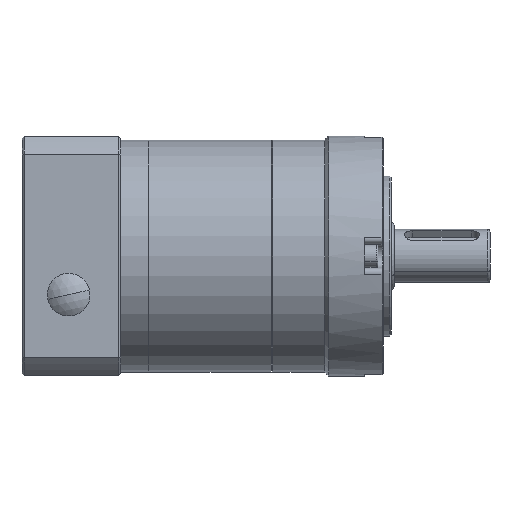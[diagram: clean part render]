
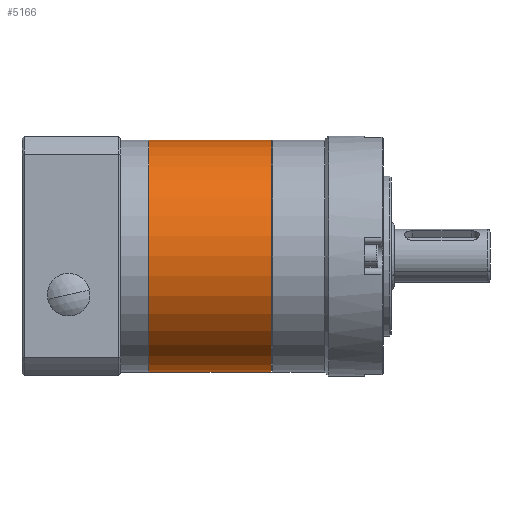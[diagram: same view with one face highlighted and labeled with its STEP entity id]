
A CAD part, front view. The second image highlights one B-rep face of the part: STEP entity #5166.
In plain terms, the highlighted cylindrical face has radius 43.5 mm (diameter 87 mm), a partial arc.
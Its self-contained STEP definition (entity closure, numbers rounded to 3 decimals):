
#452 = CARTESIAN_POINT ( 'NONE',  ( 43.5, 0., 24.75 ) ) ;
#937 = CARTESIAN_POINT ( 'NONE',  ( 0., 0., 24.75 ) ) ;
#1214 = DIRECTION ( 'NONE',  ( 0., 0., -1. ) ) ;
#2188 = DIRECTION ( 'NONE',  ( -1., 0., 0. ) ) ;
#2220 = DIRECTION ( 'NONE',  ( 1., 0., 0. ) ) ;
#2246 = CYLINDRICAL_SURFACE ( 'NONE', #13268, 43.5 ) ;
#3024 = AXIS2_PLACEMENT_3D ( 'NONE', #8779, #1214, #10078 ) ;
#3440 = CARTESIAN_POINT ( 'NONE',  ( 0., 0., 24.75 ) ) ;
#4136 = CARTESIAN_POINT ( 'NONE',  ( 43.5, 0., 24.75 ) ) ;
#4262 = CARTESIAN_POINT ( 'NONE',  ( -43.5, 0., 24.75 ) ) ;
#5166 = ADVANCED_FACE ( 'NONE', ( #15743 ), #2246, .T. ) ;
#5608 = CARTESIAN_POINT ( 'NONE',  ( 43.5, 0., -21.25 ) ) ;
#5983 = EDGE_CURVE ( 'NONE', #14225, #15422, #8352, .T. ) ;
#7029 = ORIENTED_EDGE ( 'NONE', *, *, #5983, .F. ) ;
#8311 = EDGE_LOOP ( 'NONE', ( #7029, #16460, #14926, #9834 ) ) ;
#8352 = LINE ( 'NONE', #4136, #11344 ) ;
#8778 = CARTESIAN_POINT ( 'NONE',  ( -43.5, 0., -21.25 ) ) ;
#8779 = CARTESIAN_POINT ( 'NONE',  ( 0., 0., -21.25 ) ) ;
#8926 = VERTEX_POINT ( 'NONE', #8778 ) ;
#9362 = DIRECTION ( 'NONE',  ( 0., 0., -1. ) ) ;
#9736 = CIRCLE ( 'NONE', #3024, 43.5 ) ;
#9793 = DIRECTION ( 'NONE',  ( 0., 0., 1. ) ) ;
#9834 = ORIENTED_EDGE ( 'NONE', *, *, #13382, .F. ) ;
#10078 = DIRECTION ( 'NONE',  ( -1., 0., 0. ) ) ;
#10731 = CARTESIAN_POINT ( 'NONE',  ( -43.5, 0., 24.75 ) ) ;
#11344 = VECTOR ( 'NONE', #13021, 1000. ) ;
#11354 = VECTOR ( 'NONE', #9362, 1000. ) ;
#11762 = EDGE_CURVE ( 'NONE', #15425, #14225, #13739, .T. ) ;
#12720 = EDGE_CURVE ( 'NONE', #15425, #8926, #14741, .T. ) ;
#13021 = DIRECTION ( 'NONE',  ( 0., 0., -1. ) ) ;
#13268 = AXIS2_PLACEMENT_3D ( 'NONE', #3440, #13601, #2188 ) ;
#13382 = EDGE_CURVE ( 'NONE', #15422, #8926, #9736, .T. ) ;
#13601 = DIRECTION ( 'NONE',  ( 0., 0., -1. ) ) ;
#13739 = CIRCLE ( 'NONE', #14593, 43.5 ) ;
#14225 = VERTEX_POINT ( 'NONE', #452 ) ;
#14593 = AXIS2_PLACEMENT_3D ( 'NONE', #937, #9793, #2220 ) ;
#14741 = LINE ( 'NONE', #4262, #11354 ) ;
#14926 = ORIENTED_EDGE ( 'NONE', *, *, #12720, .T. ) ;
#15422 = VERTEX_POINT ( 'NONE', #5608 ) ;
#15425 = VERTEX_POINT ( 'NONE', #10731 ) ;
#15743 = FACE_OUTER_BOUND ( 'NONE', #8311, .T. ) ;
#16460 = ORIENTED_EDGE ( 'NONE', *, *, #11762, .F. ) ;
